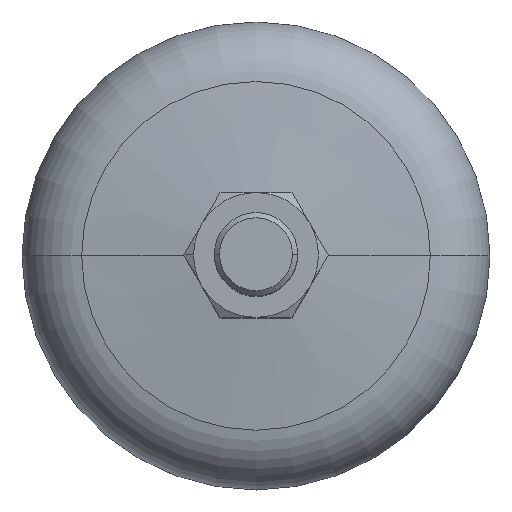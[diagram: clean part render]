
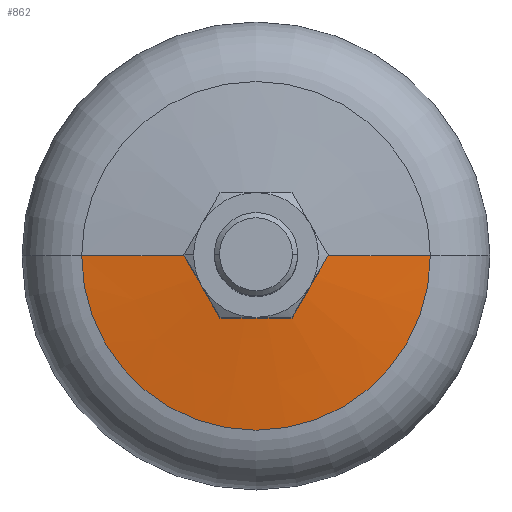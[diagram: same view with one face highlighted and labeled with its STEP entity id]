
A CAD part, top view. The second image highlights one B-rep face of the part: STEP entity #862.
In plain terms, the highlighted conical face has half-angle 83.25 degrees and reference radius 20.474 mm.
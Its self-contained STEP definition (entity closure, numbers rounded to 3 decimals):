
#56 = ORIENTED_EDGE ( 'NONE', *, *, #1905, .F. ) ;
#65 = AXIS2_PLACEMENT_3D ( 'NONE', #1006, #2200, #575 ) ;
#78 = CARTESIAN_POINT ( 'NONE',  ( 7.42, 0., 21. ) ) ;
#207 = ORIENTED_EDGE ( 'NONE', *, *, #2547, .F. ) ;
#232 = AXIS2_PLACEMENT_3D ( 'NONE', #2171, #1189, #1377 ) ;
#241 = ORIENTED_EDGE ( 'NONE', *, *, #455, .F. ) ;
#278 = ORIENTED_EDGE ( 'NONE', *, *, #827, .F. ) ;
#455 = EDGE_CURVE ( 'NONE', #1458, #1185, #909, .T. ) ;
#478 = CARTESIAN_POINT ( 'NONE',  ( -33.528, 0., 17.91 ) ) ;
#527 = CARTESIAN_POINT ( 'NONE',  ( -3.578, -6.5, 21. ) ) ;
#529 = DIRECTION ( 'NONE',  ( 0., 0., 1. ) ) ;
#575 = DIRECTION ( 'NONE',  ( -1., 0., 0. ) ) ;
#608 = AXIS2_PLACEMENT_3D ( 'NONE', #764, #1157, #1796 ) ;
#626 = VERTEX_POINT ( 'NONE', #478 ) ;
#646 = CARTESIAN_POINT ( 'NONE',  ( 3.578, -6.5, 21. ) ) ;
#680 = VERTEX_POINT ( 'NONE', #527 ) ;
#710 = CIRCLE ( 'NONE', #65, 7.42 ) ;
#712 = CIRCLE ( 'NONE', #1695, 7.42 ) ;
#717 = ORIENTED_EDGE ( 'NONE', *, *, #1419, .F. ) ;
#764 = CARTESIAN_POINT ( 'NONE',  ( 0., 0., 17.91 ) ) ;
#827 = EDGE_CURVE ( 'NONE', #1185, #626, #2365, .T. ) ;
#862 = ADVANCED_FACE ( 'NONE', ( #2297 ), #2496, .T. ) ;
#909 = LINE ( 'NONE', #2313, #1104 ) ;
#1006 = CARTESIAN_POINT ( 'NONE',  ( 0., 0., 21. ) ) ;
#1104 = VECTOR ( 'NONE', #2521, 1000. ) ;
#1157 = DIRECTION ( 'NONE',  ( 0., 0., -1. ) ) ;
#1185 = VERTEX_POINT ( 'NONE', #2160 ) ;
#1189 = DIRECTION ( 'NONE',  ( 0., 0., -1. ) ) ;
#1238 = VERTEX_POINT ( 'NONE', #1621 ) ;
#1250 = CIRCLE ( 'NONE', #1307, 7.42 ) ;
#1282 = CARTESIAN_POINT ( 'NONE',  ( 0., 0., 21. ) ) ;
#1289 = CARTESIAN_POINT ( 'NONE',  ( -20.474, 0., 19.455 ) ) ;
#1299 = DIRECTION ( 'NONE',  ( 0., 0., 1. ) ) ;
#1307 = AXIS2_PLACEMENT_3D ( 'NONE', #2582, #529, #1825 ) ;
#1375 = VERTEX_POINT ( 'NONE', #646 ) ;
#1377 = DIRECTION ( 'NONE',  ( -1., 0., 0. ) ) ;
#1417 = VECTOR ( 'NONE', #2293, 1000. ) ;
#1419 = EDGE_CURVE ( 'NONE', #680, #1375, #712, .T. ) ;
#1458 = VERTEX_POINT ( 'NONE', #78 ) ;
#1621 = CARTESIAN_POINT ( 'NONE',  ( -7.42, 0., 21. ) ) ;
#1695 = AXIS2_PLACEMENT_3D ( 'NONE', #1282, #1299, #2115 ) ;
#1796 = DIRECTION ( 'NONE',  ( -1., 0., 0. ) ) ;
#1825 = DIRECTION ( 'NONE',  ( 0.482, -0.876, 0. ) ) ;
#1905 = EDGE_CURVE ( 'NONE', #1238, #680, #710, .T. ) ;
#1965 = ORIENTED_EDGE ( 'NONE', *, *, #2081, .T. ) ;
#2081 = EDGE_CURVE ( 'NONE', #1238, #626, #2548, .T. ) ;
#2115 = DIRECTION ( 'NONE',  ( -0.482, -0.876, 0. ) ) ;
#2152 = EDGE_LOOP ( 'NONE', ( #241, #207, #717, #56, #1965, #278 ) ) ;
#2160 = CARTESIAN_POINT ( 'NONE',  ( 33.528, 0., 17.91 ) ) ;
#2171 = CARTESIAN_POINT ( 'NONE',  ( 0., 0., 19.455 ) ) ;
#2200 = DIRECTION ( 'NONE',  ( 0., 0., 1. ) ) ;
#2293 = DIRECTION ( 'NONE',  ( -0.993, 0., -0.118 ) ) ;
#2297 = FACE_OUTER_BOUND ( 'NONE', #2152, .T. ) ;
#2313 = CARTESIAN_POINT ( 'NONE',  ( 20.474, 0., 19.455 ) ) ;
#2365 = CIRCLE ( 'NONE', #608, 33.528 ) ;
#2496 = CONICAL_SURFACE ( 'NONE', #232, 20.474, 1.453 ) ;
#2521 = DIRECTION ( 'NONE',  ( 0.993, 0., -0.118 ) ) ;
#2547 = EDGE_CURVE ( 'NONE', #1375, #1458, #1250, .T. ) ;
#2548 = LINE ( 'NONE', #1289, #1417 ) ;
#2582 = CARTESIAN_POINT ( 'NONE',  ( 0., 0., 21. ) ) ;
